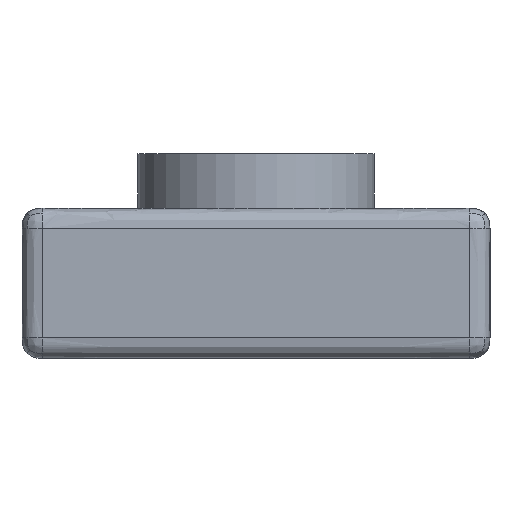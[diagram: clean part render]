
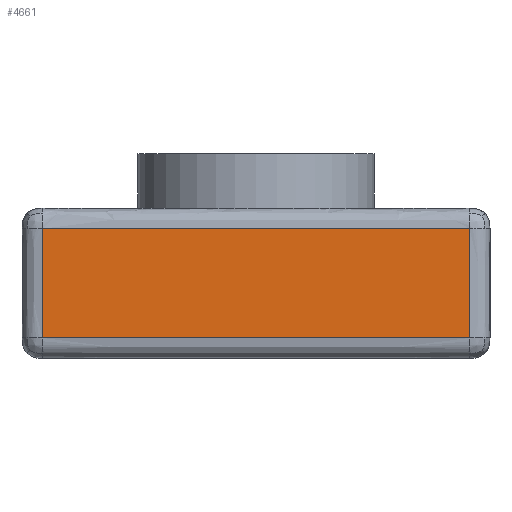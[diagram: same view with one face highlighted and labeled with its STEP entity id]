
A CAD part, left-side view. The second image highlights one B-rep face of the part: STEP entity #4661.
In plain terms, the highlighted planar face has unit normal (-1, 0, 0).
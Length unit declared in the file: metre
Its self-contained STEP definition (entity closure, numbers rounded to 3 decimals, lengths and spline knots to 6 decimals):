
#722=ORIENTED_EDGE('',*,*,#2064,.T.);
#723=ORIENTED_EDGE('',*,*,#2065,.T.);
#724=ORIENTED_EDGE('',*,*,#2066,.T.);
#725=ORIENTED_EDGE('',*,*,#2067,.T.);
#2064=EDGE_CURVE('',#2735,#2736,#3145,.T.);
#2065=EDGE_CURVE('',#2736,#2737,#3146,.T.);
#2066=EDGE_CURVE('',#2737,#2738,#3147,.T.);
#2067=EDGE_CURVE('',#2738,#2735,#3148,.T.);
#2735=VERTEX_POINT('',#7223);
#2736=VERTEX_POINT('',#7224);
#2737=VERTEX_POINT('',#7229);
#2738=VERTEX_POINT('',#7234);
#3145=B_SPLINE_CURVE_WITH_KNOTS('',3,(#7219,#7220,#7221,#7222),
 .UNSPECIFIED.,.F.,.F.,(4,4),(0.,1.),.UNSPECIFIED.);
#3146=B_SPLINE_CURVE_WITH_KNOTS('',3,(#7225,#7226,#7227,#7228),
 .UNSPECIFIED.,.F.,.F.,(4,4),(0.,1.),.UNSPECIFIED.);
#3147=B_SPLINE_CURVE_WITH_KNOTS('',3,(#7230,#7231,#7232,#7233),
 .UNSPECIFIED.,.F.,.F.,(4,4),(0.,1.),.UNSPECIFIED.);
#3148=B_SPLINE_CURVE_WITH_KNOTS('',3,(#7235,#7236,#7237,#7238),
 .UNSPECIFIED.,.F.,.F.,(4,4),(0.,1.),.UNSPECIFIED.);
#3590=EDGE_LOOP('',(#722,#723,#724,#725));
#4108=FACE_BOUND('',#3590,.T.);
#4545=PLANE('',#5096);
#4661=ADVANCED_FACE('',(#4108),#4545,.T.);
#5096=AXIS2_PLACEMENT_3D('',#7218,#5623,#5624);
#5623=DIRECTION('',(-1.,0.,0.));
#5624=DIRECTION('',(0.,0.,1.));
#7218=CARTESIAN_POINT('',(0.4,-0.07475,0.03));
#7219=CARTESIAN_POINT('',(0.4,-0.106,0.003));
#7220=CARTESIAN_POINT('',(0.4,-0.106,0.008333));
#7221=CARTESIAN_POINT('',(0.4,-0.106,0.013667));
#7222=CARTESIAN_POINT('',(0.4,-0.106,0.019));
#7223=CARTESIAN_POINT('',(0.4,-0.106,0.003));
#7224=CARTESIAN_POINT('',(0.4,-0.106,0.019));
#7225=CARTESIAN_POINT('',(0.4,-0.106,0.019));
#7226=CARTESIAN_POINT('',(0.4,-0.085167,0.019));
#7227=CARTESIAN_POINT('',(0.4,-0.064333,0.019));
#7228=CARTESIAN_POINT('',(0.4,-0.0435,0.019));
#7229=CARTESIAN_POINT('',(0.4,-0.0435,0.019));
#7230=CARTESIAN_POINT('',(0.4,-0.0435,0.019));
#7231=CARTESIAN_POINT('',(0.4,-0.0435,0.013667));
#7232=CARTESIAN_POINT('',(0.4,-0.0435,0.008333));
#7233=CARTESIAN_POINT('',(0.4,-0.0435,0.003));
#7234=CARTESIAN_POINT('',(0.4,-0.0435,0.003));
#7235=CARTESIAN_POINT('',(0.4,-0.0435,0.003));
#7236=CARTESIAN_POINT('',(0.4,-0.064333,0.003));
#7237=CARTESIAN_POINT('',(0.4,-0.085167,0.003));
#7238=CARTESIAN_POINT('',(0.4,-0.106,0.003));
